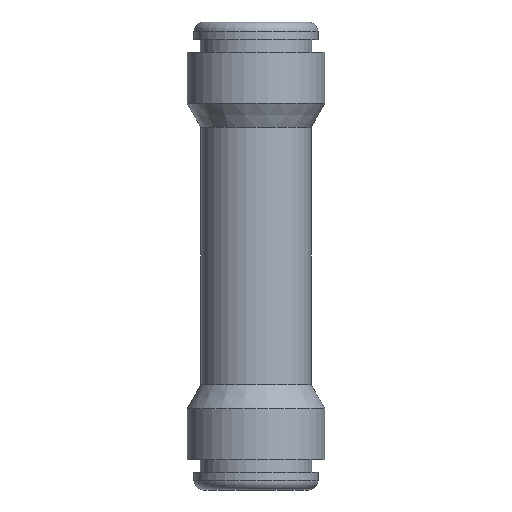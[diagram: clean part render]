
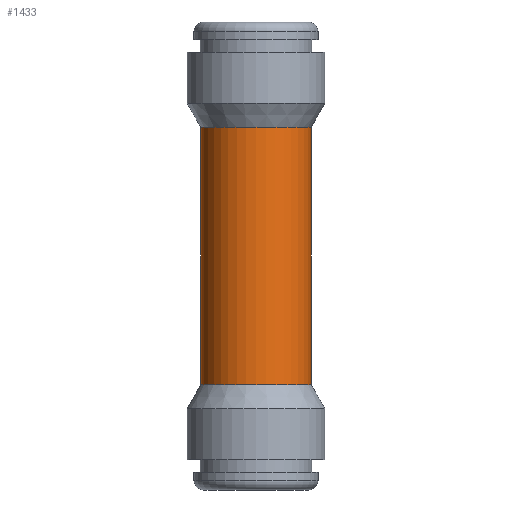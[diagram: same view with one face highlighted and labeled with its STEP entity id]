
A CAD part, front view. The second image highlights one B-rep face of the part: STEP entity #1433.
In plain terms, the highlighted cylindrical face has radius 4.369 mm (diameter 8.738 mm), a partial arc.
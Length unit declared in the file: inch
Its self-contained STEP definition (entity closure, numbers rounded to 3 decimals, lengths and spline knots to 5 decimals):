
#18 = EDGE_CURVE ( 'NONE', #693, #644, #912, .T. ) ;
#57 = EDGE_CURVE ( 'NONE', #644, #623, #858, .T. ) ;
#66 = EDGE_CURVE ( 'NONE', #688, #693, #850, .T. ) ;
#75 = EDGE_CURVE ( 'NONE', #630, #623, #825, .T. ) ;
#85 = EDGE_CURVE ( 'NONE', #678, #630, #812, .T. ) ;
#93 = EDGE_CURVE ( 'NONE', #688, #678, #789, .T. ) ;
#306 = CARTESIAN_POINT ( 'NONE',  ( 0., 0., 0. ) ) ;
#307 = DIRECTION ( 'NONE',  ( 0., 0., 1. ) ) ;
#312 = DIRECTION ( 'NONE',  ( 1., 0., 0. ) ) ;
#398 = DIRECTION ( 'NONE',  ( 1., 0., 0. ) ) ;
#402 = DIRECTION ( 'NONE',  ( 0., 0., 1. ) ) ;
#424 = CARTESIAN_POINT ( 'NONE',  ( -0.172, 0., 0. ) ) ;
#431 = CARTESIAN_POINT ( 'NONE',  ( -0.172, 0., -0.4015 ) ) ;
#438 = CARTESIAN_POINT ( 'NONE',  ( 0.172, 0., -0.4015 ) ) ;
#448 = CARTESIAN_POINT ( 'NONE',  ( -0.172, 0., 0.4015 ) ) ;
#465 = CARTESIAN_POINT ( 'NONE',  ( 0.172, 0., 0. ) ) ;
#469 = CARTESIAN_POINT ( 'NONE',  ( 0.172, 0., 0.4015 ) ) ;
#512 = CARTESIAN_POINT ( 'NONE',  ( 0., 0., -0.4015 ) ) ;
#577 = CARTESIAN_POINT ( 'NONE',  ( -0.172, 0., 0. ) ) ;
#580 = DIRECTION ( 'NONE',  ( 0., 0., 1. ) ) ;
#623 = VERTEX_POINT ( 'NONE', #469 ) ;
#630 = VERTEX_POINT ( 'NONE', #465 ) ;
#644 = VERTEX_POINT ( 'NONE', #448 ) ;
#671 = DIRECTION ( 'NONE',  ( 0., 0., 1. ) ) ;
#673 = CARTESIAN_POINT ( 'NONE',  ( 0.172, 0., 0. ) ) ;
#678 = VERTEX_POINT ( 'NONE', #438 ) ;
#688 = VERTEX_POINT ( 'NONE', #431 ) ;
#693 = VERTEX_POINT ( 'NONE', #424 ) ;
#718 = DIRECTION ( 'NONE',  ( 0., 0., 1. ) ) ;
#719 = CARTESIAN_POINT ( 'NONE',  ( 0.172, 0., 0. ) ) ;
#741 = DIRECTION ( 'NONE',  ( 0., 0., 1. ) ) ;
#742 = CARTESIAN_POINT ( 'NONE',  ( -0.172, 0., 0. ) ) ;
#766 = DIRECTION ( 'NONE',  ( 1., 0., 0. ) ) ;
#767 = DIRECTION ( 'NONE',  ( 0., 0., 1. ) ) ;
#782 = CARTESIAN_POINT ( 'NONE',  ( 0., 0., 0.4015 ) ) ;
#789 = CIRCLE ( 'NONE', #1588, 0.172 ) ;
#809 = VECTOR ( 'NONE', #671, 39.37008 ) ;
#812 = LINE ( 'NONE', #673, #809 ) ;
#821 = VECTOR ( 'NONE', #718, 39.37008 ) ;
#825 = LINE ( 'NONE', #719, #821 ) ;
#848 = VECTOR ( 'NONE', #741, 39.37008 ) ;
#850 = LINE ( 'NONE', #742, #848 ) ;
#858 = CIRCLE ( 'NONE', #1615, 0.172 ) ;
#912 = LINE ( 'NONE', #577, #917 ) ;
#917 = VECTOR ( 'NONE', #580, 39.37008 ) ;
#998 = ORIENTED_EDGE ( 'NONE', *, *, #18, .F. ) ;
#999 = ORIENTED_EDGE ( 'NONE', *, *, #57, .F. ) ;
#1000 = ORIENTED_EDGE ( 'NONE', *, *, #75, .T. ) ;
#1001 = ORIENTED_EDGE ( 'NONE', *, *, #85, .T. ) ;
#1002 = ORIENTED_EDGE ( 'NONE', *, *, #93, .T. ) ;
#1003 = ORIENTED_EDGE ( 'NONE', *, *, #66, .F. ) ;
#1153 = EDGE_LOOP ( 'NONE', ( #1003, #1002, #1001, #1000, #999, #998 ) ) ;
#1370 = CYLINDRICAL_SURFACE ( 'NONE', #1540, 0.172 ) ;
#1379 = FACE_OUTER_BOUND ( 'NONE', #1153, .T. ) ;
#1433 = ADVANCED_FACE ( 'NONE', ( #1379 ), #1370, .T. ) ;
#1540 = AXIS2_PLACEMENT_3D ( 'NONE', #306, #307, #312 ) ;
#1588 = AXIS2_PLACEMENT_3D ( 'NONE', #512, #402, #398 ) ;
#1615 = AXIS2_PLACEMENT_3D ( 'NONE', #782, #767, #766 ) ;
